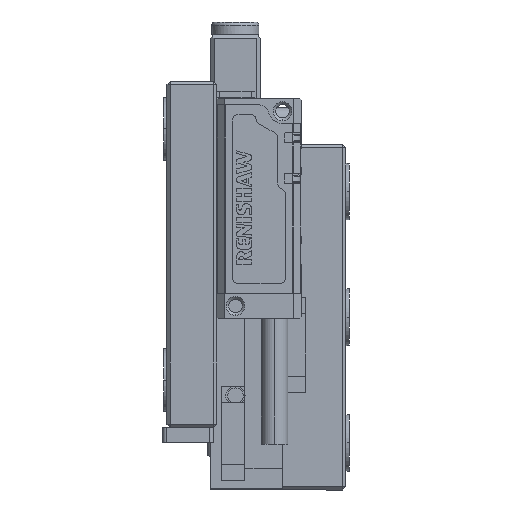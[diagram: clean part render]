
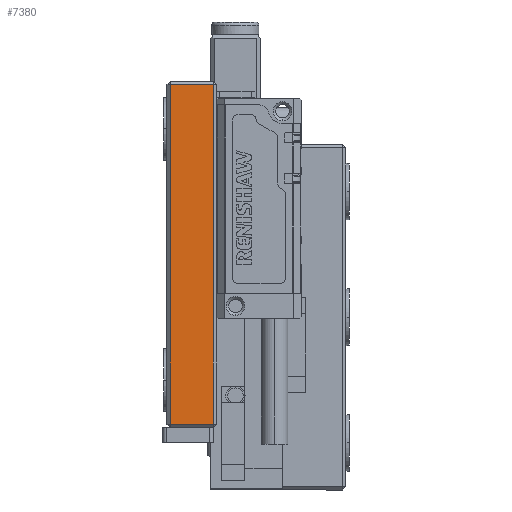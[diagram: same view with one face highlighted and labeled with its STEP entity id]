
A CAD part, left-side view. The second image highlights one B-rep face of the part: STEP entity #7380.
In plain terms, the highlighted face is planar.
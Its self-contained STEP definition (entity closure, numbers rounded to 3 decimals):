
#2378 = PLANE ( 'NONE',  #76859 ) ;
#5781 = DIRECTION ( 'NONE',  ( 0., 0., 1. ) ) ;
#6889 = ORIENTED_EDGE ( 'NONE', *, *, #28345, .T. ) ;
#7380 = ADVANCED_FACE ( 'NONE', ( #65403 ), #2378, .F. ) ;
#11033 = DIRECTION ( 'NONE',  ( 0., 1., 0. ) ) ;
#14234 = ORIENTED_EDGE ( 'NONE', *, *, #44685, .T. ) ;
#14262 = VERTEX_POINT ( 'NONE', #54908 ) ;
#15765 = CARTESIAN_POINT ( 'NONE',  ( 53.5, 7.9, -27. ) ) ;
#22135 = DIRECTION ( 'NONE',  ( 0., -1., 0. ) ) ;
#23682 = VERTEX_POINT ( 'NONE', #70048 ) ;
#25145 = CARTESIAN_POINT ( 'NONE',  ( 53.5, 0., 27.5 ) ) ;
#27174 = VECTOR ( 'NONE', #11033, 1000. ) ;
#28345 = EDGE_CURVE ( 'NONE', #76531, #23682, #75535, .T. ) ;
#29110 = CARTESIAN_POINT ( 'NONE',  ( 53.5, 0., 27. ) ) ;
#33157 = DIRECTION ( 'NONE',  ( 0., -1., 0. ) ) ;
#36293 = CARTESIAN_POINT ( 'NONE',  ( 53.5, 7.9, 27.5 ) ) ;
#44685 = EDGE_CURVE ( 'NONE', #23682, #53295, #60488, .T. ) ;
#48830 = DIRECTION ( 'NONE',  ( 0., 0., -1. ) ) ;
#53295 = VERTEX_POINT ( 'NONE', #15765 ) ;
#53704 = LINE ( 'NONE', #29110, #95217 ) ;
#54908 = CARTESIAN_POINT ( 'NONE',  ( 53.5, 7.9, 27. ) ) ;
#55610 = CARTESIAN_POINT ( 'NONE',  ( 53.5, 8.4, -27. ) ) ;
#56223 = VECTOR ( 'NONE', #5781, 1000. ) ;
#59016 = EDGE_CURVE ( 'NONE', #14262, #76531, #53704, .T. ) ;
#60488 = LINE ( 'NONE', #55610, #27174 ) ;
#61244 = VECTOR ( 'NONE', #48830, 1000. ) ;
#62679 = EDGE_LOOP ( 'NONE', ( #67874, #6889, #14234, #75187 ) ) ;
#65403 = FACE_OUTER_BOUND ( 'NONE', #62679, .T. ) ;
#67874 = ORIENTED_EDGE ( 'NONE', *, *, #59016, .T. ) ;
#70048 = CARTESIAN_POINT ( 'NONE',  ( 53.5, 1., -27. ) ) ;
#71313 = DIRECTION ( 'NONE',  ( -1., 0., 0. ) ) ;
#75187 = ORIENTED_EDGE ( 'NONE', *, *, #82167, .T. ) ;
#75535 = LINE ( 'NONE', #87377, #61244 ) ;
#76531 = VERTEX_POINT ( 'NONE', #91677 ) ;
#76859 = AXIS2_PLACEMENT_3D ( 'NONE', #25145, #71313, #33157 ) ;
#82167 = EDGE_CURVE ( 'NONE', #53295, #14262, #91810, .T. ) ;
#87377 = CARTESIAN_POINT ( 'NONE',  ( 53.5, 1., -27.5 ) ) ;
#91677 = CARTESIAN_POINT ( 'NONE',  ( 53.5, 1., 27. ) ) ;
#91810 = LINE ( 'NONE', #36293, #56223 ) ;
#95217 = VECTOR ( 'NONE', #22135, 1000. ) ;
